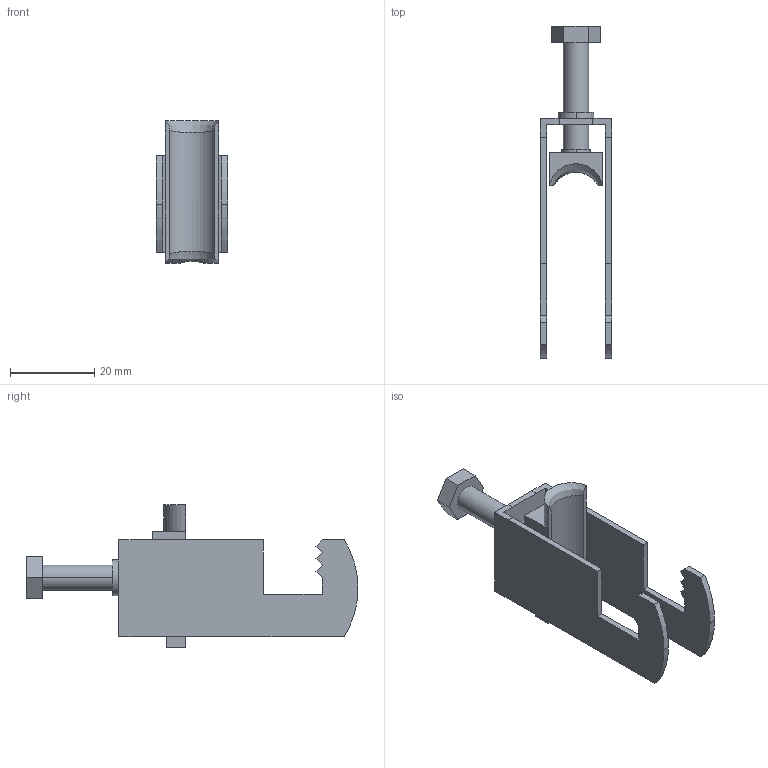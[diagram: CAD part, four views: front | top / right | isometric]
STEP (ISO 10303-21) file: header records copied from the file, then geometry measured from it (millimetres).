
FILE_DESCRIPTION (( 'STEP AP214' ), '1' );
FILE_NAME ('1170120.stp', '2019-06-05T12:53:41', ( '' ), ( '' ), 'SwSTEP 2.0', 'SolidWorks 2018', '' );
FILE_SCHEMA (( 'AUTOMOTIVE_DESIGN' ));
Length unit declared in the file: millimetre
Products named in the file (5): EB101-02-02_Standard; 1170120; EB101-00-03_M6 x 26; EB201-02-01_2 fach; EB101-00-04_Standard
Assembly tree (4 placements, depth 2):
  1170120
    EB201-02-01_2 fach
    EB101-00-03_M6 x 26
    EB101-00-04_Standard
    EB101-02-02_Standard
Bounding box: 17 x 79 x 34 mm (x, y, z)
Volume: 6336.4 mm3; surface area: 9032 mm2
Topology: 4 solids, 4 shells, 165 faces, 431 edges, 279 vertices
Faces by surface type: plane 129, cylinder 24, cone 6, torus 4, bspline 2
Entity records: 5464 total; most frequent: CARTESIAN_POINT 1207, ORIENTED_EDGE 858, DIRECTION 820, EDGE_CURVE 429, LINE 336, VECTOR 336, VERTEX_POINT 279, AXIS2_PLACEMENT_3D 242
